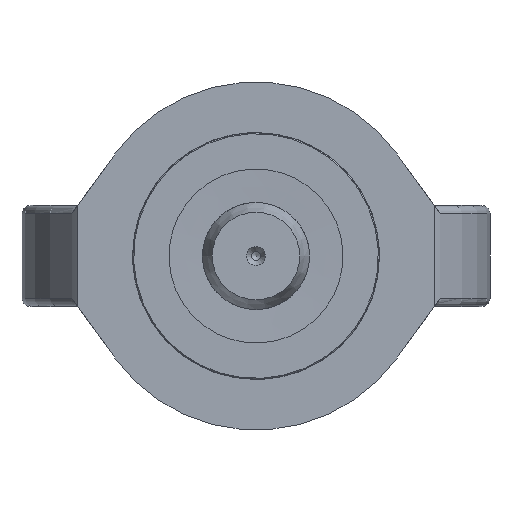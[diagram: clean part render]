
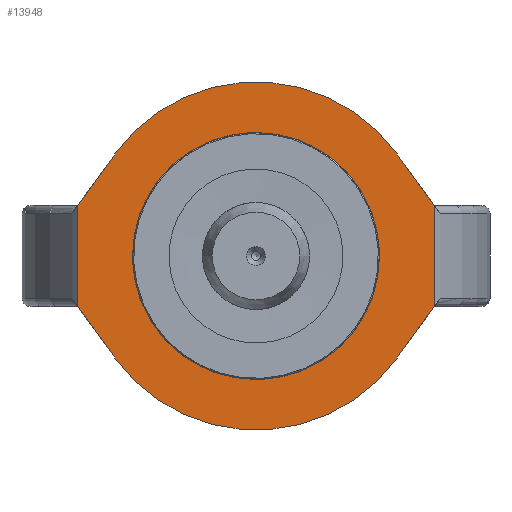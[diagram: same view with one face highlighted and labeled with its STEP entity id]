
A CAD part, front view. The second image highlights one B-rep face of the part: STEP entity #13948.
In plain terms, the highlighted planar face has unit normal (0, -1, 0).
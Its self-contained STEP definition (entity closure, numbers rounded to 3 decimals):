
#329=CIRCLE('',#14703,44.);
#387=CIRCLE('',#14821,62.);
#388=CIRCLE('',#14825,62.);
#615=FACE_BOUND('',#2673,.T.);
#1831=FACE_OUTER_BOUND('',#2672,.T.);
#2672=EDGE_LOOP('',(#10871,#10872,#10873,#10874,#10875,#10876,#10877,#10878));
#2673=EDGE_LOOP('',(#10879));
#3820=LINE('',#21361,#4962);
#3824=LINE('',#21378,#4966);
#3830=LINE('',#21839,#4972);
#3832=LINE('',#21843,#4974);
#3834=LINE('',#21849,#4976);
#3835=LINE('',#21851,#4977);
#4962=VECTOR('',#16570,10.);
#4966=VECTOR('',#16590,10.);
#4972=VECTOR('',#16708,10.);
#4974=VECTOR('',#16712,10.);
#4976=VECTOR('',#16720,10.);
#4977=VECTOR('',#16723,10.);
#6037=VERTEX_POINT('',#21151);
#6085=VERTEX_POINT('',#21353);
#6088=VERTEX_POINT('',#21359);
#6092=VERTEX_POINT('',#21375);
#6093=VERTEX_POINT('',#21377);
#6103=VERTEX_POINT('',#21833);
#6104=VERTEX_POINT('',#21835);
#6105=VERTEX_POINT('',#21841);
#6106=VERTEX_POINT('',#21845);
#7697=EDGE_CURVE('',#6037,#6037,#329,.T.);
#7765=EDGE_CURVE('',#6085,#6088,#3820,.T.);
#7773=EDGE_CURVE('',#6092,#6093,#3824,.T.);
#7816=EDGE_CURVE('',#6104,#6103,#387,.T.);
#7818=EDGE_CURVE('',#6103,#6093,#3830,.T.);
#7820=EDGE_CURVE('',#6092,#6105,#3832,.T.);
#7822=EDGE_CURVE('',#6105,#6106,#388,.T.);
#7823=EDGE_CURVE('',#6106,#6085,#3834,.T.);
#7824=EDGE_CURVE('',#6088,#6104,#3835,.T.);
#10871=ORIENTED_EDGE('',*,*,#7773,.F.);
#10872=ORIENTED_EDGE('',*,*,#7820,.T.);
#10873=ORIENTED_EDGE('',*,*,#7822,.T.);
#10874=ORIENTED_EDGE('',*,*,#7823,.T.);
#10875=ORIENTED_EDGE('',*,*,#7765,.T.);
#10876=ORIENTED_EDGE('',*,*,#7824,.T.);
#10877=ORIENTED_EDGE('',*,*,#7816,.T.);
#10878=ORIENTED_EDGE('',*,*,#7818,.T.);
#10879=ORIENTED_EDGE('',*,*,#7697,.T.);
#13294=PLANE('',#14828);
#13948=ADVANCED_FACE('',(#1831,#615),#13294,.T.);
#14703=AXIS2_PLACEMENT_3D('',#21152,#16428,#16429);
#14821=AXIS2_PLACEMENT_3D('',#21836,#16703,#16704);
#14825=AXIS2_PLACEMENT_3D('',#21847,#16716,#16717);
#14828=AXIS2_PLACEMENT_3D('',#21852,#16724,#16725);
#16428=DIRECTION('center_axis',(0.,1.,0.));
#16429=DIRECTION('ref_axis',(-1.,0.,0.));
#16570=DIRECTION('',(0.,0.,-1.));
#16590=DIRECTION('',(0.,0.,-1.));
#16703=DIRECTION('center_axis',(0.,-1.,0.));
#16704=DIRECTION('ref_axis',(-0.81,0.,-0.586));
#16708=DIRECTION('',(0.586,0.,0.81));
#16712=DIRECTION('',(-0.586,0.,0.81));
#16716=DIRECTION('center_axis',(0.,-1.,0.));
#16717=DIRECTION('ref_axis',(0.81,0.,0.586));
#16720=DIRECTION('',(-0.586,0.,-0.81));
#16723=DIRECTION('',(0.586,0.,-0.81));
#16724=DIRECTION('center_axis',(0.,-1.,0.));
#16725=DIRECTION('ref_axis',(1.,0.,0.));
#21151=CARTESIAN_POINT('',(44.,-87.5,0.));
#21152=CARTESIAN_POINT('Origin',(0.,-87.5,0.));
#21353=CARTESIAN_POINT('',(-63.5,-87.5,18.));
#21359=CARTESIAN_POINT('',(-63.5,-87.5,-18.));
#21361=CARTESIAN_POINT('',(-63.5,-87.5,0.));
#21375=CARTESIAN_POINT('',(63.5,-87.5,18.));
#21377=CARTESIAN_POINT('',(63.5,-87.5,-18.));
#21378=CARTESIAN_POINT('',(63.5,-87.5,0.));
#21833=CARTESIAN_POINT('',(50.235,-87.5,-36.338));
#21835=CARTESIAN_POINT('',(-50.235,-87.5,-36.338));
#21836=CARTESIAN_POINT('Origin',(0.,-87.5,0.));
#21839=CARTESIAN_POINT('',(50.235,-87.5,-36.338));
#21841=CARTESIAN_POINT('',(50.235,-87.5,36.338));
#21843=CARTESIAN_POINT('',(63.5,-87.5,18.));
#21845=CARTESIAN_POINT('',(-50.235,-87.5,36.338));
#21847=CARTESIAN_POINT('Origin',(0.,-87.5,0.));
#21849=CARTESIAN_POINT('',(-50.235,-87.5,36.338));
#21851=CARTESIAN_POINT('',(-63.5,-87.5,-18.));
#21852=CARTESIAN_POINT('Origin',(-63.5,-87.5,0.));
